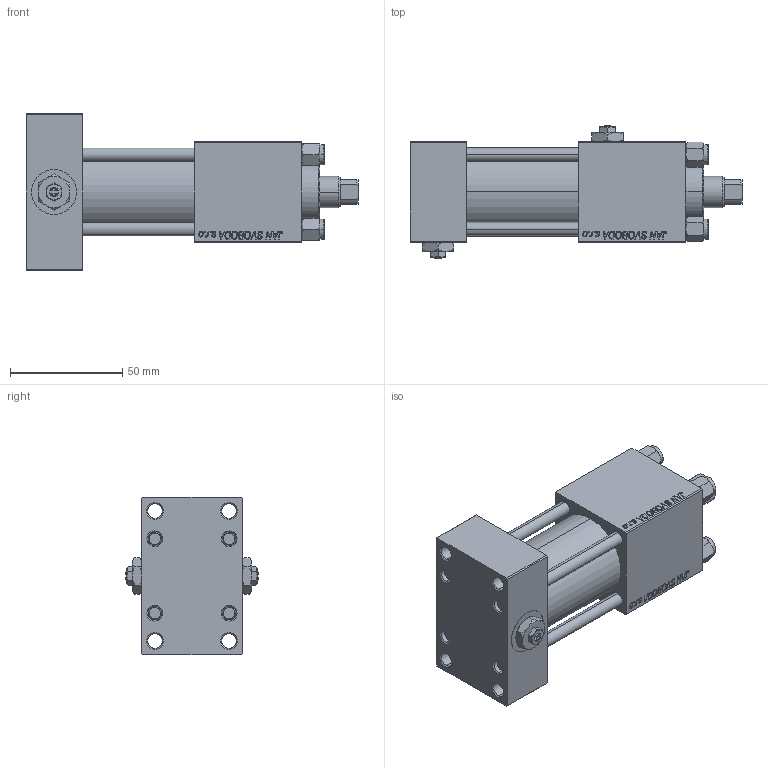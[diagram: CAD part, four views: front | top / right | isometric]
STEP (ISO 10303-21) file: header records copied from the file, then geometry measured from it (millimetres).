
FILE_DESCRIPTION (( 'STEP AP203' ), '1' );
FILE_NAME ('c055.STEP', '2023-08-22T22:57:31', ( '' ), ( '' ), 'SwSTEP 2.0', 'SolidWorks 2019', '' );
FILE_SCHEMA (( 'CONFIG_CONTROL_DESIGN' ));
Length unit declared in the file: millimetre
Products named in the file (7): NUT_M5_E 37281d99471f4a0fb8ead426ae4b9ace; V215_VC_A 37281d99471f4a0fb8ead426ae4b9ace; V215CR_VCP_E 37281d99471f4a0fb8ead426ae4b9ace; Zatka_pro_OIL_PORT 37281d99471f4a0fb8ead426ae4b9ace; c055; V215CR_E_Body 37281d99471f4a0fb8ead426ae4b9ace; V215CR_TYCINKA_E 37281d99471f4a0fb8ead426ae4b9ace
Assembly tree (13 placements, depth 2):
  c055
    V215CR_E_Body 37281d99471f4a0fb8ead426ae4b9ace
    V215CR_VCP_E 37281d99471f4a0fb8ead426ae4b9ace
    V215CR_TYCINKA_E 37281d99471f4a0fb8ead426ae4b9ace  x4
    NUT_M5_E 37281d99471f4a0fb8ead426ae4b9ace  x4
    V215_VC_A 37281d99471f4a0fb8ead426ae4b9ace
    Zatka_pro_OIL_PORT 37281d99471f4a0fb8ead426ae4b9ace  x2
Bounding box: 148 x 59 x 70 mm (x, y, z)
Volume: 219579.2 mm3; surface area: 78014.6 mm2
Topology: 13 solids, 13 shells, 1229 faces, 3076 edges, 1980 vertices
Faces by surface type: plane 542, bspline 392, cone 194, cylinder 93, torus 8
Entity records: 51723 total; most frequent: CARTESIAN_POINT 27552, ORIENTED_EDGE 5452, DIRECTION 3490, EDGE_CURVE 2726, VERTEX_POINT 1778, LINE 1602, VECTOR 1602, EDGE_LOOP 1202
